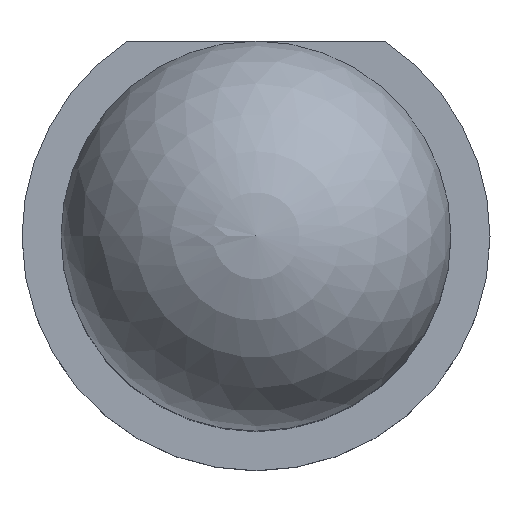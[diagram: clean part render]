
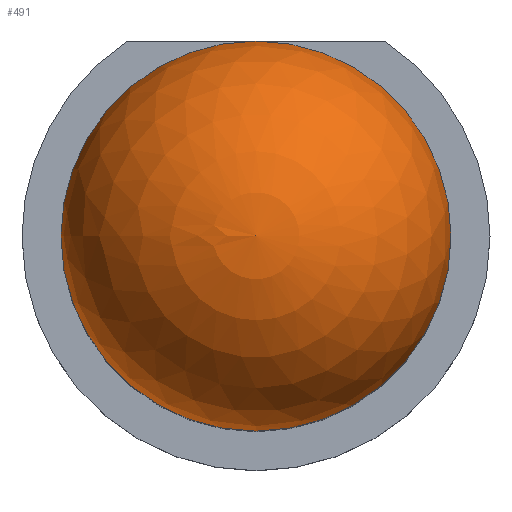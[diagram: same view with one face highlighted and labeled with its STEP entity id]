
A CAD part, top view. The second image highlights one B-rep face of the part: STEP entity #491.
In plain terms, the highlighted spherical face has radius 2.5 mm.
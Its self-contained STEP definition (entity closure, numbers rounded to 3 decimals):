
#34 = ORIENTED_EDGE ( 'NONE', *, *, #180, .T. ) ;
#35 = CARTESIAN_POINT ( 'NONE',  ( 0., 0., 6. ) ) ;
#44 = DIRECTION ( 'NONE',  ( 0., 0., 1. ) ) ;
#48 = EDGE_CURVE ( 'NONE', #554, #319, #262, .T. ) ;
#87 = DIRECTION ( 'NONE',  ( 0., 0., 1. ) ) ;
#180 = EDGE_CURVE ( 'NONE', #319, #554, #692, .T. ) ;
#262 = CIRCLE ( 'NONE', #506, 2.5 ) ;
#284 = ORIENTED_EDGE ( 'NONE', *, *, #48, .T. ) ;
#293 = DIRECTION ( 'NONE',  ( 0., 0., 1. ) ) ;
#319 = VERTEX_POINT ( 'NONE', #408 ) ;
#408 = CARTESIAN_POINT ( 'NONE',  ( 2.5, 0., 6. ) ) ;
#421 = AXIS2_PLACEMENT_3D ( 'NONE', #462, #87, #717 ) ;
#442 = FACE_OUTER_BOUND ( 'NONE', #464, .T. ) ;
#462 = CARTESIAN_POINT ( 'NONE',  ( 0., 0., 6. ) ) ;
#464 = EDGE_LOOP ( 'NONE', ( #284, #34 ) ) ;
#491 = ADVANCED_FACE ( 'NONE', ( #442 ), #522, .T. ) ;
#493 = AXIS2_PLACEMENT_3D ( 'NONE', #35, #44, #546 ) ;
#502 = DIRECTION ( 'NONE',  ( 1., 0., 0. ) ) ;
#506 = AXIS2_PLACEMENT_3D ( 'NONE', #625, #293, #502 ) ;
#522 = SPHERICAL_SURFACE ( 'NONE', #421, 2.5 ) ;
#546 = DIRECTION ( 'NONE',  ( 1., 0., 0. ) ) ;
#554 = VERTEX_POINT ( 'NONE', #597 ) ;
#597 = CARTESIAN_POINT ( 'NONE',  ( -2.5, 0., 6. ) ) ;
#625 = CARTESIAN_POINT ( 'NONE',  ( 0., 0., 6. ) ) ;
#692 = CIRCLE ( 'NONE', #493, 2.5 ) ;
#717 = DIRECTION ( 'NONE',  ( -1., 0., 0. ) ) ;
